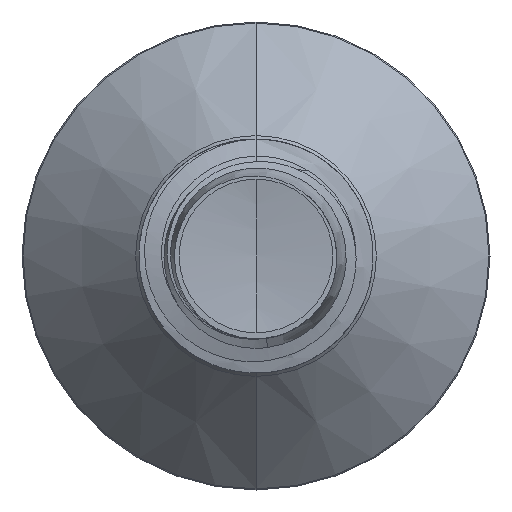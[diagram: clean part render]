
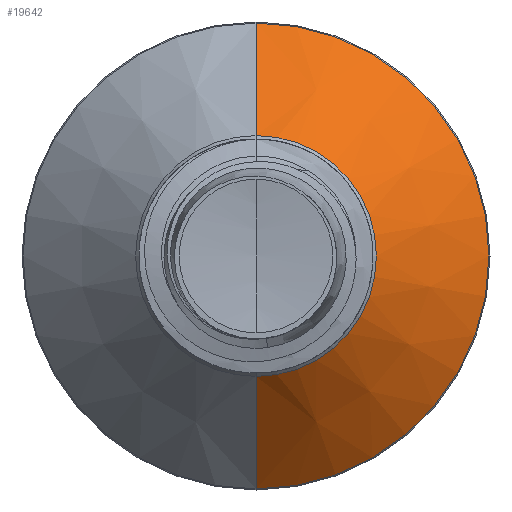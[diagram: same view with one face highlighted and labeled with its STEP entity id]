
A CAD part, front view. The second image highlights one B-rep face of the part: STEP entity #19642.
In plain terms, the highlighted conical face has half-angle 45 degrees and reference radius 3.088 mm.
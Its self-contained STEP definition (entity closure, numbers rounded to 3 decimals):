
#135 = EDGE_CURVE ( 'NONE', #19220, #36726, #9071, .T. ) ;
#456 = CARTESIAN_POINT ( 'NONE',  ( 0., 28.739, 3.089 ) ) ;
#1427 = EDGE_CURVE ( 'NONE', #19220, #15997, #25952, .T. ) ;
#1465 = ORIENTED_EDGE ( 'NONE', *, *, #1725, .T. ) ;
#1725 = EDGE_CURVE ( 'NONE', #15997, #38085, #33661, .T. ) ;
#2454 = AXIS2_PLACEMENT_3D ( 'NONE', #4911, #28538, #22684 ) ;
#4911 = CARTESIAN_POINT ( 'NONE',  ( 0., 28.739, 0. ) ) ;
#6757 = EDGE_LOOP ( 'NONE', ( #32445, #1465, #10048, #25619 ) ) ;
#7099 = CIRCLE ( 'NONE', #10847, 5.974 ) ;
#7166 = DIRECTION ( 'NONE',  ( 0., 0.707, -0.707 ) ) ;
#8032 = EDGE_CURVE ( 'NONE', #36726, #38085, #7099, .T. ) ;
#8121 = VECTOR ( 'NONE', #38189, 1000. ) ;
#9071 = LINE ( 'NONE', #36299, #8121 ) ;
#9973 = CARTESIAN_POINT ( 'NONE',  ( 0., 31.624, 0. ) ) ;
#10048 = ORIENTED_EDGE ( 'NONE', *, *, #8032, .F. ) ;
#10847 = AXIS2_PLACEMENT_3D ( 'NONE', #9973, #30412, #12909 ) ;
#12909 = DIRECTION ( 'NONE',  ( 0., 0., 1. ) ) ;
#15997 = VERTEX_POINT ( 'NONE', #27711 ) ;
#19026 = CARTESIAN_POINT ( 'NONE',  ( 0., 31.624, 5.974 ) ) ;
#19220 = VERTEX_POINT ( 'NONE', #456 ) ;
#19642 = ADVANCED_FACE ( 'NONE', ( #24425 ), #23518, .T. ) ;
#22684 = DIRECTION ( 'NONE',  ( 0., 0., 1. ) ) ;
#23437 = CARTESIAN_POINT ( 'NONE',  ( 0., 31.624, -5.974 ) ) ;
#23518 = CONICAL_SURFACE ( 'NONE', #2454, 3.089, 0.785 ) ;
#24425 = FACE_OUTER_BOUND ( 'NONE', #6757, .T. ) ;
#25045 = VECTOR ( 'NONE', #7166, 1000. ) ;
#25619 = ORIENTED_EDGE ( 'NONE', *, *, #135, .F. ) ;
#25952 = CIRCLE ( 'NONE', #30173, 3.089 ) ;
#27711 = CARTESIAN_POINT ( 'NONE',  ( 0., 28.739, -3.089 ) ) ;
#28538 = DIRECTION ( 'NONE',  ( 0., 1., 0. ) ) ;
#30173 = AXIS2_PLACEMENT_3D ( 'NONE', #35379, #35329, #35280 ) ;
#30412 = DIRECTION ( 'NONE',  ( 0., 1., 0. ) ) ;
#32445 = ORIENTED_EDGE ( 'NONE', *, *, #1427, .T. ) ;
#33342 = CARTESIAN_POINT ( 'NONE',  ( 0., 28.739, -3.089 ) ) ;
#33661 = LINE ( 'NONE', #33342, #25045 ) ;
#35280 = DIRECTION ( 'NONE',  ( 0., 0., 1. ) ) ;
#35329 = DIRECTION ( 'NONE',  ( 0., 1., 0. ) ) ;
#35379 = CARTESIAN_POINT ( 'NONE',  ( 0., 28.739, 0. ) ) ;
#36299 = CARTESIAN_POINT ( 'NONE',  ( 0., 28.739, 3.089 ) ) ;
#36726 = VERTEX_POINT ( 'NONE', #19026 ) ;
#38085 = VERTEX_POINT ( 'NONE', #23437 ) ;
#38189 = DIRECTION ( 'NONE',  ( 0., 0.707, 0.707 ) ) ;
